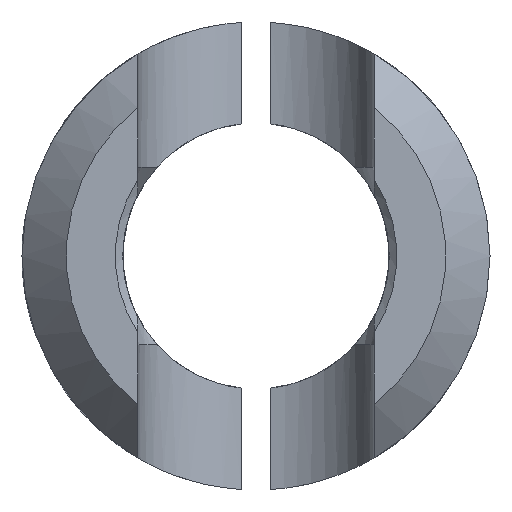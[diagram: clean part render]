
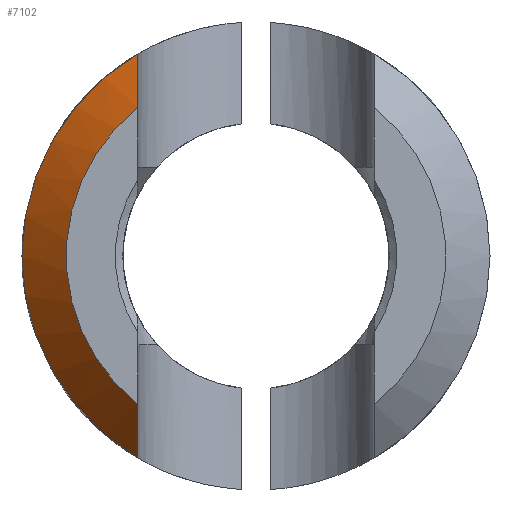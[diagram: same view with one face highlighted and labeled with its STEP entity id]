
A CAD part, left-side view. The second image highlights one B-rep face of the part: STEP entity #7102.
In plain terms, the highlighted conical face has half-angle 45 degrees and reference radius 25.148 mm.
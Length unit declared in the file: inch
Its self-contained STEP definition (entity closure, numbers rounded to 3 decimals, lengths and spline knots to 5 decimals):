
#338 = CARTESIAN_POINT ( 'NONE',  ( -1.25, 0.5, -0.62781 ) ) ;
#903 = CARTESIAN_POINT ( 'NONE',  ( -1.0625, 0.5, 0.85455 ) ) ;
#1523 = DIRECTION ( 'NONE',  ( 0., 0., -1. ) ) ;
#2060 = CARTESIAN_POINT ( 'NONE',  ( -1.1266, 0.5, -0.78029 ) ) ;
#2209 = CARTESIAN_POINT ( 'NONE',  ( -1.0625, 0.5, -0.85455 ) ) ;
#2255 = CARTESIAN_POINT ( 'NONE',  ( -1.25, 0., 0. ) ) ;
#2427 = VERTEX_POINT ( 'NONE', #903 ) ;
#2765 = CIRCLE ( 'NONE', #12746, 0.80258 ) ;
#2849 = DIRECTION ( 'NONE',  ( 0., 0., -1. ) ) ;
#3033 = ORIENTED_EDGE ( 'NONE', *, *, #3353, .F. ) ;
#3183 = CARTESIAN_POINT ( 'NONE',  ( -1.18955, 0.5, -0.70508 ) ) ;
#3254 = CARTESIAN_POINT ( 'NONE',  ( -1.25, 0.5, -0.62781 ) ) ;
#3333 = CARTESIAN_POINT ( 'NONE',  ( -1.25, 0.5, 0.62781 ) ) ;
#3353 = EDGE_CURVE ( 'NONE', #12942, #2427, #10528, .T. ) ;
#3968 = B_SPLINE_CURVE_WITH_KNOTS ( 'NONE', 3,
 ( #2209, #2060, #3183, #3254 ),
 .UNSPECIFIED., .F., .F.,
 ( 4, 4 ),
 ( 0., 0.00747 ),
 .UNSPECIFIED. ) ;
#5165 = CARTESIAN_POINT ( 'NONE',  ( -1.0625, 0., 0. ) ) ;
#5641 = VERTEX_POINT ( 'NONE', #338 ) ;
#6359 = CARTESIAN_POINT ( 'NONE',  ( -1.18955, 0.5, 0.70508 ) ) ;
#6579 = CARTESIAN_POINT ( 'NONE',  ( -1.25, 0.5, 0.62781 ) ) ;
#6799 = DIRECTION ( 'NONE',  ( 0., 0., -1. ) ) ;
#7102 = ADVANCED_FACE ( 'NONE', ( #14249 ), #11326, .T. ) ;
#7512 = EDGE_CURVE ( 'NONE', #5641, #11868, #2765, .T. ) ;
#7625 = CARTESIAN_POINT ( 'NONE',  ( -1.1266, 0.5, 0.78029 ) ) ;
#7707 = EDGE_CURVE ( 'NONE', #12942, #5641, #3968, .T. ) ;
#8142 = DIRECTION ( 'NONE',  ( 1., 0., 0. ) ) ;
#8278 = ORIENTED_EDGE ( 'NONE', *, *, #7707, .T. ) ;
#8518 = CARTESIAN_POINT ( 'NONE',  ( -1.0625, 0.5, 0.85455 ) ) ;
#8531 = DIRECTION ( 'NONE',  ( 1., 0., 0. ) ) ;
#8660 = EDGE_CURVE ( 'NONE', #11868, #2427, #9585, .T. ) ;
#9585 = B_SPLINE_CURVE_WITH_KNOTS ( 'NONE', 3,
 ( #6579, #6359, #7625, #8518 ),
 .UNSPECIFIED., .F., .F.,
 ( 4, 4 ),
 ( 0., 0.00747 ),
 .UNSPECIFIED. ) ;
#10409 = CARTESIAN_POINT ( 'NONE',  ( -1.0625, 0.5, -0.85455 ) ) ;
#10528 = CIRCLE ( 'NONE', #12898, 0.99008 ) ;
#10743 = DIRECTION ( 'NONE',  ( 1., 0., 0. ) ) ;
#11326 = CONICAL_SURFACE ( 'NONE', #12026, 0.99008, 0.785 ) ;
#11868 = VERTEX_POINT ( 'NONE', #3333 ) ;
#12026 = AXIS2_PLACEMENT_3D ( 'NONE', #13124, #8531, #1523 ) ;
#12379 = EDGE_LOOP ( 'NONE', ( #8278, #13148, #14413, #3033 ) ) ;
#12746 = AXIS2_PLACEMENT_3D ( 'NONE', #2255, #8142, #6799 ) ;
#12898 = AXIS2_PLACEMENT_3D ( 'NONE', #5165, #10743, #2849 ) ;
#12942 = VERTEX_POINT ( 'NONE', #10409 ) ;
#13124 = CARTESIAN_POINT ( 'NONE',  ( -1.0625, 0., 0. ) ) ;
#13148 = ORIENTED_EDGE ( 'NONE', *, *, #7512, .T. ) ;
#14249 = FACE_OUTER_BOUND ( 'NONE', #12379, .T. ) ;
#14413 = ORIENTED_EDGE ( 'NONE', *, *, #8660, .T. ) ;
